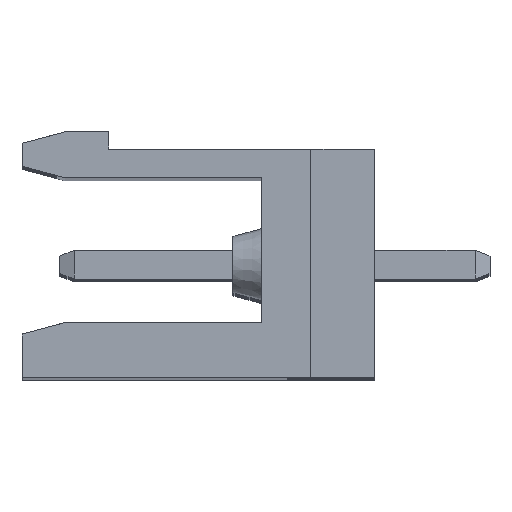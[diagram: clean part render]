
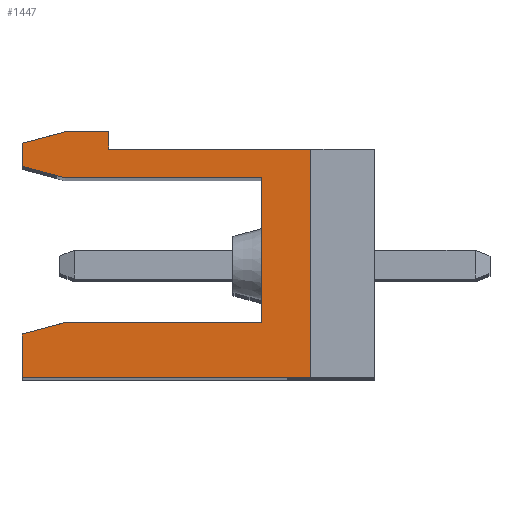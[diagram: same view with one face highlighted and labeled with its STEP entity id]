
A CAD part, top view. The second image highlights one B-rep face of the part: STEP entity #1447.
In plain terms, the highlighted planar face has unit normal (0, 0, 1).
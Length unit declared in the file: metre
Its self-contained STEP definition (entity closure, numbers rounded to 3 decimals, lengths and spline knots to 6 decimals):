
#1447=ADVANCED_FACE('',(#3148),#3149,.F.);
#3148=FACE_OUTER_BOUND('',#5100,.T.);
#3149=PLANE('',#5101);
#5100=EDGE_LOOP('',(#9210,#9211,#9212,#9213,#9214,#9215,#9216,#9217,#9218,#9219,#9220,#9221,#9222));
#5101=AXIS2_PLACEMENT_3D('',#9223,#9224,#9225);
#9210=ORIENTED_EDGE('',*,*,#13016,.F.);
#9211=ORIENTED_EDGE('',*,*,#13017,.F.);
#9212=ORIENTED_EDGE('',*,*,#12968,.F.);
#9213=ORIENTED_EDGE('',*,*,#12729,.F.);
#9214=ORIENTED_EDGE('',*,*,#13018,.T.);
#9215=ORIENTED_EDGE('',*,*,#13019,.T.);
#9216=ORIENTED_EDGE('',*,*,#13020,.T.);
#9217=ORIENTED_EDGE('',*,*,#13021,.T.);
#9218=ORIENTED_EDGE('',*,*,#13022,.T.);
#9219=ORIENTED_EDGE('',*,*,#13023,.T.);
#9220=ORIENTED_EDGE('',*,*,#13024,.T.);
#9221=ORIENTED_EDGE('',*,*,#13025,.T.);
#9222=ORIENTED_EDGE('',*,*,#13026,.F.);
#9223=CARTESIAN_POINT('',(-0.0037,0.0069,0.64824));
#9224=DIRECTION('',(0.0,0.0,-1.0));
#9225=DIRECTION('',(0.0,-1.0,0.0));
#12729=EDGE_CURVE('',#15573,#15569,#15575,.T.);
#12968=EDGE_CURVE('',#15569,#15937,#15938,.T.);
#13016=EDGE_CURVE('',#16005,#16006,#16007,.T.);
#13017=EDGE_CURVE('',#15937,#16005,#16008,.T.);
#13018=EDGE_CURVE('',#15573,#16009,#16010,.T.);
#13019=EDGE_CURVE('',#16009,#16011,#16012,.T.);
#13020=EDGE_CURVE('',#16011,#16013,#16014,.T.);
#13021=EDGE_CURVE('',#16013,#16015,#16016,.T.);
#13022=EDGE_CURVE('',#16015,#16017,#16018,.T.);
#13023=EDGE_CURVE('',#16017,#16019,#16020,.T.);
#13024=EDGE_CURVE('',#16019,#16021,#16022,.T.);
#13025=EDGE_CURVE('',#16021,#16023,#16024,.T.);
#13026=EDGE_CURVE('',#16006,#16023,#16025,.T.);
#15569=VERTEX_POINT('',#19711);
#15573=VERTEX_POINT('',#19719);
#15575=LINE('',#19722,#19723);
#15937=VERTEX_POINT('',#20257);
#15938=LINE('',#20258,#20259);
#16005=VERTEX_POINT('',#20357);
#16006=VERTEX_POINT('',#20358);
#16007=LINE('',#20359,#20360);
#16008=LINE('',#20361,#20362);
#16009=VERTEX_POINT('',#20363);
#16010=LINE('',#20364,#20365);
#16011=VERTEX_POINT('',#20366);
#16012=LINE('',#20367,#20368);
#16013=VERTEX_POINT('',#20369);
#16014=LINE('',#20370,#20371);
#16015=VERTEX_POINT('',#20372);
#16016=LINE('',#20373,#20374);
#16017=VERTEX_POINT('',#20375);
#16018=LINE('',#20376,#20377);
#16019=VERTEX_POINT('',#20378);
#16020=LINE('',#20379,#20380);
#16021=VERTEX_POINT('',#20381);
#16022=LINE('',#20382,#20383);
#16023=VERTEX_POINT('',#20384);
#16024=LINE('',#20385,#20386);
#16025=LINE('',#20387,#20388);
#19711=CARTESIAN_POINT('',(-0.0105,0.0019,0.64824));
#19719=CARTESIAN_POINT('',(-0.012,0.001498,0.64824));
#19722=CARTESIAN_POINT('',(-0.0105,0.0019,0.64824));
#19723=VECTOR('',#22641,1.0);
#20257=CARTESIAN_POINT('',(-0.0037,0.0019,0.64824));
#20258=CARTESIAN_POINT('',(-0.0037,0.0019,0.64824));
#20259=VECTOR('',#22832,1.0);
#20357=CARTESIAN_POINT('',(-0.0037,0.0069,0.64824));
#20358=CARTESIAN_POINT('',(-0.010507,0.0069,0.64824));
#20359=CARTESIAN_POINT('',(-0.010507,0.0069,0.64824));
#20360=VECTOR('',#22867,1.0);
#20361=CARTESIAN_POINT('',(-0.0037,0.0069,0.64824));
#20362=VECTOR('',#22868,1.0);
#20363=CARTESIAN_POINT('',(-0.012,0.,0.64824));
#20364=CARTESIAN_POINT('',(-0.012,0.0082,0.64824));
#20365=VECTOR('',#22869,1.0);
#20366=CARTESIAN_POINT('',(-0.002,0.,0.64824));
#20367=CARTESIAN_POINT('',(-0.012,0.,0.64824));
#20368=VECTOR('',#22870,1.0);
#20369=CARTESIAN_POINT('',(-0.002,0.0079,0.64824));
#20370=CARTESIAN_POINT('',(-0.002,0.0079,0.64824));
#20371=VECTOR('',#22871,1.0);
#20372=CARTESIAN_POINT('',(-0.009,0.0079,0.64824));
#20373=CARTESIAN_POINT('',(-0.0022,0.0079,0.64824));
#20374=VECTOR('',#22872,1.0);
#20375=CARTESIAN_POINT('',(-0.009,0.0085,0.64824));
#20376=CARTESIAN_POINT('',(-0.009,0.0081,0.64824));
#20377=VECTOR('',#22873,1.0);
#20378=CARTESIAN_POINT('',(-0.010507,0.0085,0.64824));
#20379=CARTESIAN_POINT('',(-0.009,0.0085,0.64824));
#20380=VECTOR('',#22874,1.0);
#20381=CARTESIAN_POINT('',(-0.012,0.0081,0.64824));
#20382=CARTESIAN_POINT('',(-0.010507,0.0085,0.64824));
#20383=VECTOR('',#22875,1.0);
#20384=CARTESIAN_POINT('',(-0.012,0.0073,0.64824));
#20385=CARTESIAN_POINT('',(-0.012,0.0082,0.64824));
#20386=VECTOR('',#22876,1.0);
#20387=CARTESIAN_POINT('',(-0.012,0.0073,0.64824));
#20388=VECTOR('',#22877,1.0);
#22641=DIRECTION('',(0.966,0.259,0.0));
#22832=DIRECTION('',(1.0,0.0,0.0));
#22867=DIRECTION('',(-1.0,0.0,0.0));
#22868=DIRECTION('',(0.,1.0,0.0));
#22869=DIRECTION('',(0.0,-1.0,0.0));
#22870=DIRECTION('',(1.0,0.0,0.0));
#22871=DIRECTION('',(0.0,1.0,0.0));
#22872=DIRECTION('',(-1.0,0.0,0.0));
#22873=DIRECTION('',(0.,1.0,0.0));
#22874=DIRECTION('',(-1.0,0.0,0.0));
#22875=DIRECTION('',(-0.966,-0.259,0.0));
#22876=DIRECTION('',(0.0,-1.0,0.0));
#22877=DIRECTION('',(-0.966,0.259,0.0));
